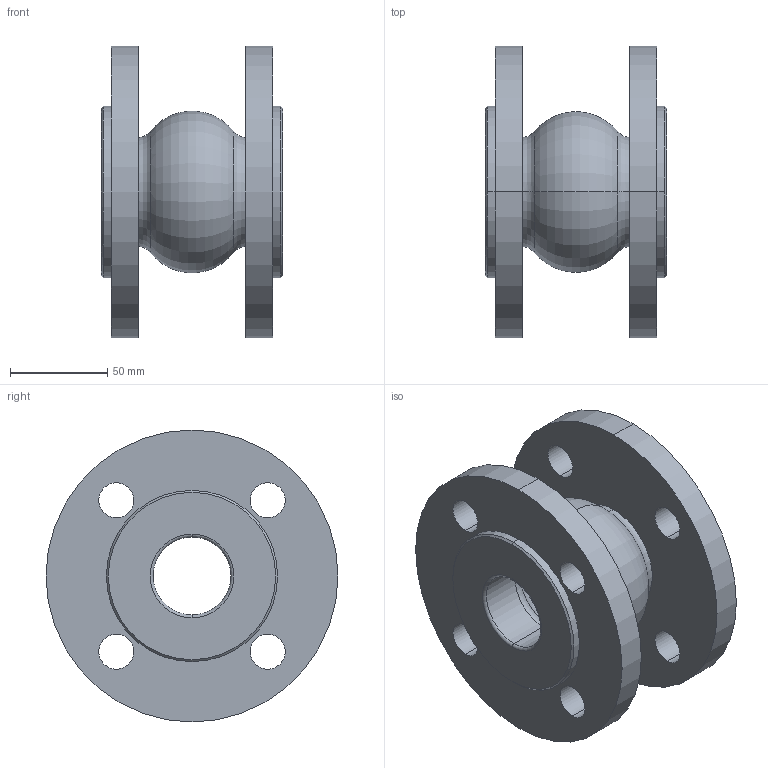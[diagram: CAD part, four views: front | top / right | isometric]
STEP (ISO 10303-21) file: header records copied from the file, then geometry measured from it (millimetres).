
FILE_DESCRIPTION (( 'STEP AP203' ), '1' );
FILE_NAME ('F8_PN16_DN040.STEP', '2012-10-31T08:43:44', ( 'luca.saino' ), ( 'Hewlett-Packard Company' ), 'SwSTEP 2.0', 'SolidWorks 2012', '' );
FILE_SCHEMA (( 'CONFIG_CONTROL_DESIGN' ));
Length unit declared in the file: millimetre
Products named in the file (1): F8_PN16_DN040
Bounding box: 93 x 150 x 150 mm (x, y, z)
Volume: 572513.3 mm3; surface area: 111521.8 mm2
Topology: 1 solids, 1 shells, 58 faces, 132 edges, 80 vertices
Faces by surface type: cylinder 28, torus 16, cone 8, plane 6
Entity records: 1773 total; most frequent: DIRECTION 346, CARTESIAN_POINT 271, ORIENTED_EDGE 264, AXIS2_PLACEMENT_3D 155, EDGE_CURVE 132, CIRCLE 96, EDGE_LOOP 80, VERTEX_POINT 80
